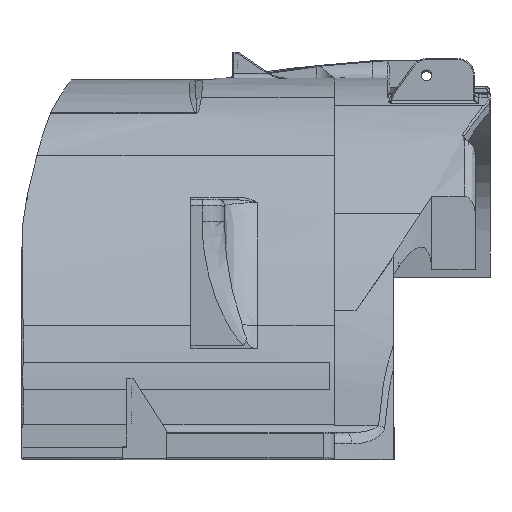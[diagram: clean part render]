
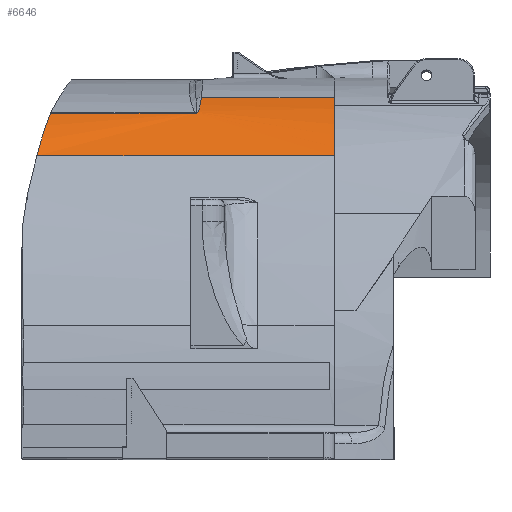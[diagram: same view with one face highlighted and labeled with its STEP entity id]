
A CAD part, front view. The second image highlights one B-rep face of the part: STEP entity #6646.
In plain terms, the highlighted free-form (B-spline) face has degree [3, 1] with [7, 2] control points.
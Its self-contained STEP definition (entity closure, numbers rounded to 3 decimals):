
#62=B_SPLINE_SURFACE_WITH_KNOTS('',3,1,((#13254,#13255),(#13256,#13257),
(#13258,#13259),(#13260,#13261),(#13262,#13263),(#13264,#13265),(#13266,
#13267)),.SURF_OF_LINEAR_EXTRUSION.,.F.,.F.,.F.,(4,1,1,1,4),(2,2),(0.148,
0.199,0.249,0.3,0.351),
(0.,1.),.UNSPECIFIED.);
#464=B_SPLINE_CURVE_WITH_KNOTS('',3,(#10960,#10961,#10962,#10963,#10964),
 .UNSPECIFIED.,.F.,.F.,(4,1,4),(0.015,0.03,0.045),
 .UNSPECIFIED.);
#567=B_SPLINE_CURVE_WITH_KNOTS('',3,(#13268,#13269,#13270,#13271,#13272,
#13273,#13274,#13275,#13276,#13277,#13278,#13279,#13280,#13281),
 .UNSPECIFIED.,.F.,.F.,(4,1,1,1,1,1,1,1,1,1,1,4),(0.,
0.004,0.006,0.008,0.01,
0.012,0.013,0.014,0.014,
0.015,0.015,0.016),.UNSPECIFIED.);
#568=B_SPLINE_CURVE_WITH_KNOTS('',3,(#13284,#13285,#13286,#13287,#13288,
#13289,#13290,#13291,#13292,#13293,#13294,#13295),.UNSPECIFIED.,.F.,.F.,
(4,1,1,1,1,1,1,1,1,4),(0.,0.146,0.272,0.379,
0.506,0.623,0.748,0.866,0.934,
1.),.UNSPECIFIED.);
#569=B_SPLINE_CURVE_WITH_KNOTS('',3,(#13297,#13298,#13299,#13300,#13301,
#13302,#13303,#13304,#13305,#13306,#13307,#13308),.UNSPECIFIED.,.F.,.F.,
(4,1,1,1,1,1,1,1,1,4),(0.,0.146,0.272,0.379,
0.506,0.623,0.748,0.866,0.934,
1.),.UNSPECIFIED.);
#570=B_SPLINE_CURVE_WITH_KNOTS('',3,(#13310,#13311,#13312,#13313,#13314,
#13315,#13316,#13317,#13318,#13319,#13320,#13321),.UNSPECIFIED.,.F.,.F.,
(4,1,1,1,1,1,1,1,1,4),(0.,0.146,0.272,0.379,
0.506,0.623,0.748,0.866,0.934,
1.),.UNSPECIFIED.);
#978=LINE('',#10101,#1278);
#1023=LINE('',#11623,#1323);
#1032=LINE('',#13283,#1332);
#1278=VECTOR('',#7741,1000.);
#1323=VECTOR('',#7816,1000.);
#1332=VECTOR('',#7829,1000.);
#1946=ORIENTED_EDGE('',*,*,#4001,.T.);
#1947=ORIENTED_EDGE('',*,*,#4002,.T.);
#1948=ORIENTED_EDGE('',*,*,#3849,.T.);
#1949=ORIENTED_EDGE('',*,*,#3934,.T.);
#1950=ORIENTED_EDGE('',*,*,#4003,.F.);
#1951=ORIENTED_EDGE('',*,*,#4004,.F.);
#1952=ORIENTED_EDGE('',*,*,#4005,.F.);
#1953=ORIENTED_EDGE('',*,*,#3784,.T.);
#3784=EDGE_CURVE('',#4814,#4813,#978,.F.);
#3849=EDGE_CURVE('',#4876,#4877,#464,.T.);
#3934=EDGE_CURVE('',#4877,#4941,#1023,.T.);
#4001=EDGE_CURVE('',#4813,#5000,#567,.T.);
#4002=EDGE_CURVE('',#5000,#4876,#1032,.F.);
#4003=EDGE_CURVE('',#5001,#4941,#568,.T.);
#4004=EDGE_CURVE('',#5002,#5001,#569,.T.);
#4005=EDGE_CURVE('',#4814,#5002,#570,.T.);
#4813=VERTEX_POINT('',#10100);
#4814=VERTEX_POINT('',#10102);
#4876=VERTEX_POINT('',#10965);
#4877=VERTEX_POINT('',#10966);
#4941=VERTEX_POINT('',#11622);
#5000=VERTEX_POINT('',#13282);
#5001=VERTEX_POINT('',#13296);
#5002=VERTEX_POINT('',#13309);
#5590=EDGE_LOOP('',(#1946,#1947,#1948,#1949,#1950,#1951,#1952,#1953));
#6069=FACE_BOUND('',#5590,.T.);
#6646=ADVANCED_FACE('',(#6069),#62,.T.);
#7741=DIRECTION('',(1.,0.,0.));
#7816=DIRECTION('',(1.,0.,0.));
#7829=DIRECTION('',(1.,0.,0.));
#10100=CARTESIAN_POINT('',(-189.28,754.915,265.908));
#10101=CARTESIAN_POINT('',(-603.166,754.915,265.908));
#10102=CARTESIAN_POINT('',(-129.48,754.915,265.908));
#10960=CARTESIAN_POINT('',(-257.2,741.875,258.915));
#10961=CARTESIAN_POINT('',(-258.228,737.774,256.304));
#10962=CARTESIAN_POINT('',(-260.318,729.98,250.502));
#10963=CARTESIAN_POINT('',(-262.342,723.035,243.409));
#10964=CARTESIAN_POINT('',(-263.324,719.746,239.713));
#10965=CARTESIAN_POINT('',(-257.2,741.875,258.915));
#10966=CARTESIAN_POINT('',(-263.324,719.746,239.713));
#11622=CARTESIAN_POINT('',(-129.48,719.746,239.713));
#11623=CARTESIAN_POINT('',(-603.166,719.746,239.713));
#13254=CARTESIAN_POINT('',(-264.127,754.915,265.908));
#13255=CARTESIAN_POINT('',(-129.48,754.915,265.908));
#13256=CARTESIAN_POINT('',(-264.127,751.623,264.453));
#13257=CARTESIAN_POINT('',(-129.48,751.623,264.453));
#13258=CARTESIAN_POINT('',(-264.127,745.086,261.111));
#13259=CARTESIAN_POINT('',(-129.48,745.086,261.111));
#13260=CARTESIAN_POINT('',(-264.127,735.739,254.952));
#13261=CARTESIAN_POINT('',(-129.48,735.739,254.952));
#13262=CARTESIAN_POINT('',(-264.127,727.256,247.776));
#13263=CARTESIAN_POINT('',(-129.48,727.256,247.776));
#13264=CARTESIAN_POINT('',(-264.127,722.188,242.457));
#13265=CARTESIAN_POINT('',(-129.48,722.188,242.457));
#13266=CARTESIAN_POINT('',(-264.127,719.746,239.713));
#13267=CARTESIAN_POINT('',(-129.48,719.746,239.713));
#13268=CARTESIAN_POINT('',(-189.28,754.915,265.908));
#13269=CARTESIAN_POINT('',(-189.354,753.73,265.384));
#13270=CARTESIAN_POINT('',(-189.478,751.972,264.563));
#13271=CARTESIAN_POINT('',(-189.676,749.663,263.4));
#13272=CARTESIAN_POINT('',(-189.846,747.95,262.494));
#13273=CARTESIAN_POINT('',(-190.048,746.257,261.557));
#13274=CARTESIAN_POINT('',(-190.26,744.868,260.751));
#13275=CARTESIAN_POINT('',(-190.491,743.774,260.096));
#13276=CARTESIAN_POINT('',(-190.685,743.097,259.682));
#13277=CARTESIAN_POINT('',(-190.913,742.583,259.362));
#13278=CARTESIAN_POINT('',(-191.154,742.217,259.132));
#13279=CARTESIAN_POINT('',(-191.53,741.933,258.952));
#13280=CARTESIAN_POINT('',(-191.86,741.875,258.915));
#13281=CARTESIAN_POINT('',(-192.025,741.875,258.915));
#13282=CARTESIAN_POINT('',(-192.025,741.875,258.915));
#13283=CARTESIAN_POINT('',(-192.025,741.875,258.915));
#13284=CARTESIAN_POINT('',(-129.48,785.492,274.8));
#13285=CARTESIAN_POINT('',(-129.48,774.41,272.566));
#13286=CARTESIAN_POINT('',(-129.48,756.412,268.177));
#13287=CARTESIAN_POINT('',(-129.48,732.175,253.395));
#13288=CARTESIAN_POINT('',(-129.48,714.4,234.215));
#13289=CARTESIAN_POINT('',(-129.48,699.402,213.601));
#13290=CARTESIAN_POINT('',(-129.48,685.097,190.947));
#13291=CARTESIAN_POINT('',(-129.48,673.266,167.527));
#13292=CARTESIAN_POINT('',(-129.48,667.066,145.807));
#13293=CARTESIAN_POINT('',(-129.48,665.193,127.313));
#13294=CARTESIAN_POINT('',(-129.48,664.618,118.354));
#13295=CARTESIAN_POINT('',(-129.48,664.333,113.135));
#13296=CARTESIAN_POINT('',(-129.48,723.474,243.746));
#13297=CARTESIAN_POINT('',(-129.48,785.492,274.8));
#13298=CARTESIAN_POINT('',(-129.48,774.41,272.566));
#13299=CARTESIAN_POINT('',(-129.48,756.412,268.177));
#13300=CARTESIAN_POINT('',(-129.48,732.175,253.395));
#13301=CARTESIAN_POINT('',(-129.48,714.4,234.215));
#13302=CARTESIAN_POINT('',(-129.48,699.402,213.601));
#13303=CARTESIAN_POINT('',(-129.48,685.097,190.947));
#13304=CARTESIAN_POINT('',(-129.48,673.266,167.527));
#13305=CARTESIAN_POINT('',(-129.48,667.066,145.807));
#13306=CARTESIAN_POINT('',(-129.48,665.193,127.313));
#13307=CARTESIAN_POINT('',(-129.48,664.618,118.354));
#13308=CARTESIAN_POINT('',(-129.48,664.333,113.135));
#13309=CARTESIAN_POINT('',(-129.48,745.143,260.909));
#13310=CARTESIAN_POINT('',(-129.48,785.492,274.8));
#13311=CARTESIAN_POINT('',(-129.48,774.41,272.566));
#13312=CARTESIAN_POINT('',(-129.48,756.412,268.177));
#13313=CARTESIAN_POINT('',(-129.48,732.175,253.395));
#13314=CARTESIAN_POINT('',(-129.48,714.4,234.215));
#13315=CARTESIAN_POINT('',(-129.48,699.402,213.601));
#13316=CARTESIAN_POINT('',(-129.48,685.097,190.947));
#13317=CARTESIAN_POINT('',(-129.48,673.266,167.527));
#13318=CARTESIAN_POINT('',(-129.48,667.066,145.807));
#13319=CARTESIAN_POINT('',(-129.48,665.193,127.313));
#13320=CARTESIAN_POINT('',(-129.48,664.618,118.354));
#13321=CARTESIAN_POINT('',(-129.48,664.333,113.135));
